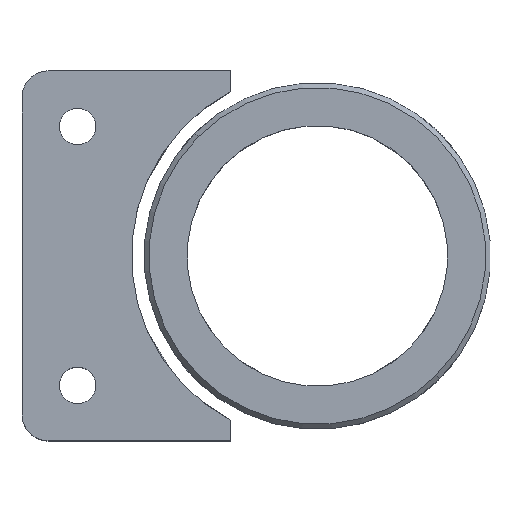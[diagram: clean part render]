
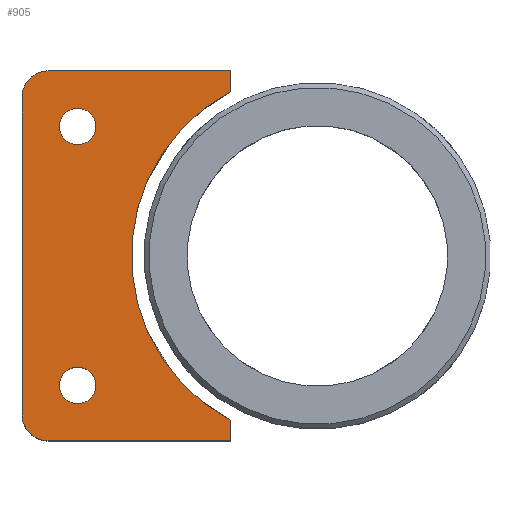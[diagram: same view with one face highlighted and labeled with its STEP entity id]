
A CAD part, top view. The second image highlights one B-rep face of the part: STEP entity #905.
In plain terms, the highlighted planar face has unit normal (0, 0, 1).
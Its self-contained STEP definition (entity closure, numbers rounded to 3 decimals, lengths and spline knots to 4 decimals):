
#320=VECTOR('',#1038,1.);
#321=VECTOR('',#1039,1.);
#322=VECTOR('',#1042,1.);
#323=VECTOR('',#1043,1.);
#324=VECTOR('',#1046,1.);
#338=LINE('',#1246,#320);
#339=LINE('',#1248,#321);
#340=LINE('',#1252,#322);
#341=LINE('',#1254,#323);
#342=LINE('',#1258,#324);
#404=PLANE('',#951);
#418=CIRCLE('',#947,0.2667);
#420=CIRCLE('',#950,0.2667);
#421=CIRCLE('',#952,0.381);
#422=CIRCLE('',#953,2.7178);
#423=CIRCLE('',#954,0.381);
#448=VERTEX_POINT('',#1236);
#450=VERTEX_POINT('',#1241);
#451=VERTEX_POINT('',#1244);
#452=VERTEX_POINT('',#1245);
#453=VERTEX_POINT('',#1247);
#454=VERTEX_POINT('',#1249);
#455=VERTEX_POINT('',#1251);
#456=VERTEX_POINT('',#1253);
#457=VERTEX_POINT('',#1255);
#458=VERTEX_POINT('',#1257);
#514=EDGE_CURVE('',#448,#448,#418,.T.);
#516=EDGE_CURVE('',#450,#450,#420,.T.);
#517=EDGE_CURVE('',#451,#452,#421,.T.);
#518=EDGE_CURVE('',#453,#451,#338,.T.);
#519=EDGE_CURVE('',#454,#453,#339,.T.);
#520=EDGE_CURVE('',#455,#454,#422,.T.);
#521=EDGE_CURVE('',#456,#455,#340,.T.);
#522=EDGE_CURVE('',#457,#456,#341,.T.);
#523=EDGE_CURVE('',#458,#457,#423,.T.);
#524=EDGE_CURVE('',#452,#458,#342,.T.);
#613=ORIENTED_EDGE('',*,*,#517,.F.);
#614=ORIENTED_EDGE('',*,*,#518,.F.);
#615=ORIENTED_EDGE('',*,*,#519,.F.);
#616=ORIENTED_EDGE('',*,*,#520,.F.);
#617=ORIENTED_EDGE('',*,*,#521,.F.);
#618=ORIENTED_EDGE('',*,*,#522,.F.);
#619=ORIENTED_EDGE('',*,*,#523,.F.);
#620=ORIENTED_EDGE('',*,*,#524,.F.);
#621=ORIENTED_EDGE('',*,*,#516,.T.);
#622=ORIENTED_EDGE('',*,*,#514,.T.);
#797=EDGE_LOOP('',(#613,#614,#615,#616,#617,#618,#619,#620));
#798=EDGE_LOOP('',(#621));
#799=EDGE_LOOP('',(#622));
#855=FACE_BOUND('',#797,.T.);
#856=FACE_BOUND('',#798,.T.);
#857=FACE_BOUND('',#799,.T.);
#905=ADVANCED_FACE('',(#855,#856,#857),#404,.T.);
#947=AXIS2_PLACEMENT_3D('',#1235,#1027,#1028);
#950=AXIS2_PLACEMENT_3D('',#1240,#1033,#1034);
#951=AXIS2_PLACEMENT_3D('',#1242,#1035,$);
#952=AXIS2_PLACEMENT_3D('',#1243,#1036,#1037);
#953=AXIS2_PLACEMENT_3D('',#1250,#1040,#1041);
#954=AXIS2_PLACEMENT_3D('',#1256,#1044,#1045);
#1027=DIRECTION('',(0.,0.,-1.));
#1028=DIRECTION('',(-0.267,0.,0.));
#1033=DIRECTION('',(0.,0.,-1.));
#1034=DIRECTION('',(-0.267,0.,0.));
#1035=DIRECTION('',(0.,0.,1.));
#1036=DIRECTION('',(0.,0.,-1.));
#1037=DIRECTION('',(-0.269,-0.269,0.));
#1038=DIRECTION('',(-1.,0.,0.));
#1039=DIRECTION('',(0.,-1.,0.));
#1040=DIRECTION('',(0.,0.,1.));
#1041=DIRECTION('',(2.718,0.,0.));
#1042=DIRECTION('',(0.,-1.,0.));
#1043=DIRECTION('',(1.,0.,0.));
#1044=DIRECTION('',(0.,0.,-1.));
#1045=DIRECTION('',(-0.269,0.269,0.));
#1046=DIRECTION('',(0.,1.,0.));
#1235=CARTESIAN_POINT('',(-3.5052,-1.8923,0.635));
#1236=CARTESIAN_POINT('',(-3.2385,-1.8923,0.635));
#1240=CARTESIAN_POINT('',(-3.5052,1.8923,0.635));
#1241=CARTESIAN_POINT('',(-3.2385,1.8923,0.635));
#1242=CARTESIAN_POINT('',(-2.9806,0.,0.635));
#1243=CARTESIAN_POINT('',(-3.937,-2.3241,0.635));
#1244=CARTESIAN_POINT('',(-3.937,-2.7051,0.635));
#1245=CARTESIAN_POINT('',(-4.318,-2.3241,0.635));
#1246=CARTESIAN_POINT('',(-4.318,-2.7051,0.635));
#1247=CARTESIAN_POINT('',(-1.27,-2.7051,0.635));
#1248=CARTESIAN_POINT('',(-1.27,-2.7051,0.635));
#1249=CARTESIAN_POINT('',(-1.27,-2.4028,0.635));
#1250=CARTESIAN_POINT('',(0.,0.,0.635));
#1251=CARTESIAN_POINT('',(-1.27,2.4028,0.635));
#1252=CARTESIAN_POINT('',(-1.27,2.4028,0.635));
#1253=CARTESIAN_POINT('',(-1.27,2.7051,0.635));
#1254=CARTESIAN_POINT('',(-1.27,2.7051,0.635));
#1255=CARTESIAN_POINT('',(-3.937,2.7051,0.635));
#1256=CARTESIAN_POINT('',(-3.937,2.3241,0.635));
#1257=CARTESIAN_POINT('',(-4.318,2.3241,0.635));
#1258=CARTESIAN_POINT('',(-4.318,2.7051,0.635));
